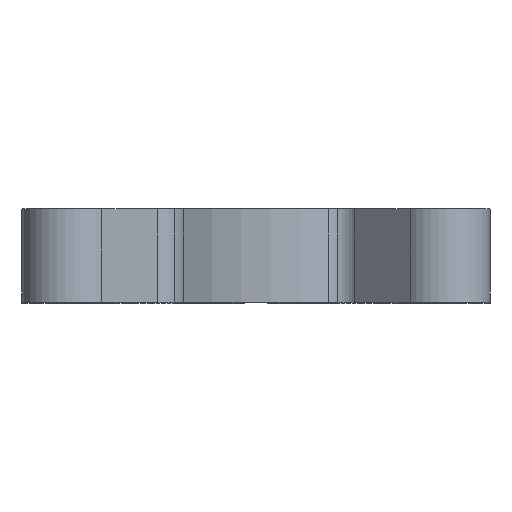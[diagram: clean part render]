
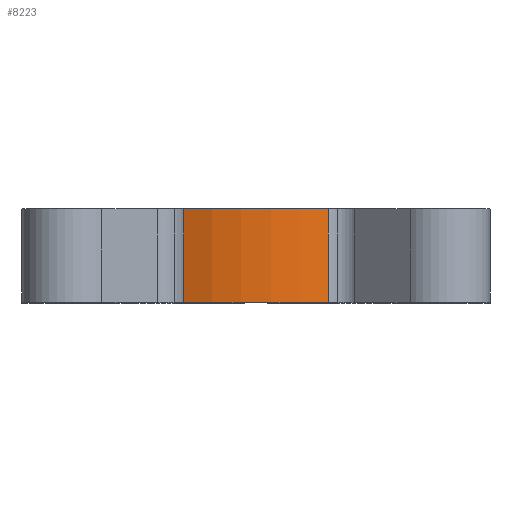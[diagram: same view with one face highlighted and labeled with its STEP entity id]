
A CAD part, top view. The second image highlights one B-rep face of the part: STEP entity #8223.
In plain terms, the highlighted cylindrical face has radius 15 mm (diameter 30 mm), a partial arc.
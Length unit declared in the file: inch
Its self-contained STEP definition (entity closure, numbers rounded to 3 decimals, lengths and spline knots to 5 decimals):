
#315 = CARTESIAN_POINT ( 'NONE',  ( 0.24333, 0., 0.53809 ) ) ;
#474 = FACE_OUTER_BOUND ( 'NONE', #27075, .T. ) ;
#1239 = VECTOR ( 'NONE', #14978, 39.37008 ) ;
#1498 = CYLINDRICAL_SURFACE ( 'NONE', #9646, 0.59055 ) ;
#2891 = VERTEX_POINT ( 'NONE', #13588 ) ;
#5073 = CIRCLE ( 'NONE', #28527, 0.59055 ) ;
#5140 = EDGE_CURVE ( 'NONE', #2891, #20869, #14621, .T. ) ;
#5338 = EDGE_CURVE ( 'NONE', #21013, #9573, #13914, .T. ) ;
#5788 = DIRECTION ( 'NONE',  ( 0., -1., 0. ) ) ;
#6125 = CIRCLE ( 'NONE', #25171, 0.59055 ) ;
#6663 = CARTESIAN_POINT ( 'NONE',  ( -0.24333, 0., 0.53809 ) ) ;
#7726 = DIRECTION ( 'NONE',  ( 0., 0., -1. ) ) ;
#8223 = ADVANCED_FACE ( 'NONE', ( #474 ), #1498, .T. ) ;
#9573 = VERTEX_POINT ( 'NONE', #22001 ) ;
#9646 = AXIS2_PLACEMENT_3D ( 'NONE', #16729, #5788, #7726 ) ;
#10359 = ORIENTED_EDGE ( 'NONE', *, *, #5338, .T. ) ;
#12141 = VECTOR ( 'NONE', #17721, 39.37008 ) ;
#12281 = DIRECTION ( 'NONE',  ( 0., 0., 1. ) ) ;
#13588 = CARTESIAN_POINT ( 'NONE',  ( -0.24333, 0.31496, 0.53809 ) ) ;
#13914 = LINE ( 'NONE', #26423, #12141 ) ;
#14373 = CARTESIAN_POINT ( 'NONE',  ( 0., 0.31496, 0. ) ) ;
#14474 = DIRECTION ( 'NONE',  ( 0., 1., 0. ) ) ;
#14621 = LINE ( 'NONE', #14773, #1239 ) ;
#14773 = CARTESIAN_POINT ( 'NONE',  ( -0.24333, 0.31496, 0.53809 ) ) ;
#14978 = DIRECTION ( 'NONE',  ( 0., -1., 0. ) ) ;
#16729 = CARTESIAN_POINT ( 'NONE',  ( 0., 0.31496, 0. ) ) ;
#17721 = DIRECTION ( 'NONE',  ( 0., 1., 0. ) ) ;
#17873 = DIRECTION ( 'NONE',  ( 0., 0., 1. ) ) ;
#18068 = DIRECTION ( 'NONE',  ( 0., 1., 0. ) ) ;
#19319 = EDGE_CURVE ( 'NONE', #20869, #21013, #5073, .T. ) ;
#19863 = ORIENTED_EDGE ( 'NONE', *, *, #19319, .T. ) ;
#20869 = VERTEX_POINT ( 'NONE', #6663 ) ;
#21013 = VERTEX_POINT ( 'NONE', #315 ) ;
#22001 = CARTESIAN_POINT ( 'NONE',  ( 0.24333, 0.31496, 0.53809 ) ) ;
#22744 = ORIENTED_EDGE ( 'NONE', *, *, #28558, .F. ) ;
#25171 = AXIS2_PLACEMENT_3D ( 'NONE', #14373, #14474, #12281 ) ;
#26423 = CARTESIAN_POINT ( 'NONE',  ( 0.24333, 0.31496, 0.53809 ) ) ;
#27075 = EDGE_LOOP ( 'NONE', ( #22744, #29033, #19863, #10359 ) ) ;
#28527 = AXIS2_PLACEMENT_3D ( 'NONE', #29001, #18068, #17873 ) ;
#28558 = EDGE_CURVE ( 'NONE', #2891, #9573, #6125, .T. ) ;
#29001 = CARTESIAN_POINT ( 'NONE',  ( 0., 0., 0. ) ) ;
#29033 = ORIENTED_EDGE ( 'NONE', *, *, #5140, .T. ) ;
